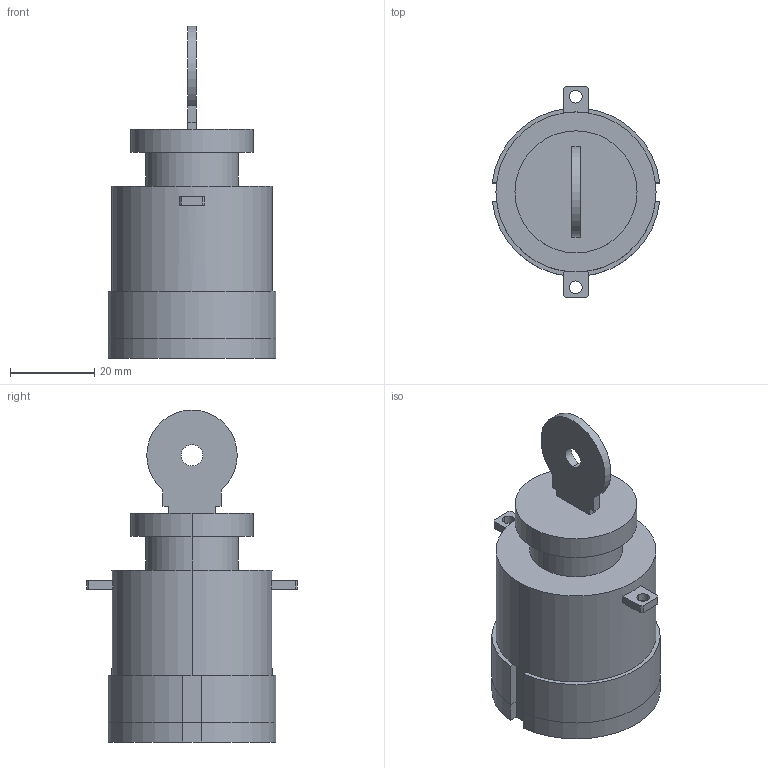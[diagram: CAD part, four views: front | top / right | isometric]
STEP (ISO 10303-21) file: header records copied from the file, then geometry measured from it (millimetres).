
FILE_DESCRIPTION((''),'2;1');
FILE_NAME('3d_7GN2090U12.stp','2012-10-02T14:30:54',(''),(''),'Mechanical Desktop 2011','Mechanical Desktop 2011',', , ');
FILE_SCHEMA(('CONFIG_CONTROL_DESIGN'));
Length unit declared in the file: millimetre
Products named in the file (1): Product
Bounding box: 39.76 x 50 x 78.84 mm (x, y, z)
Volume: 55491.5 mm3; surface area: 16624.2 mm2
Topology: 6 solids, 6 shells, 62 faces, 150 edges, 102 vertices
Faces by surface type: plane 35, cylinder 15, bspline 12
Entity records: 1949 total; most frequent: CARTESIAN_POINT 379, ORIENTED_EDGE 300, DIRECTION 296, EDGE_CURVE 150, VECTOR 106, LINE 106, VERTEX_POINT 102, AXIS2_PLACEMENT_3D 95
